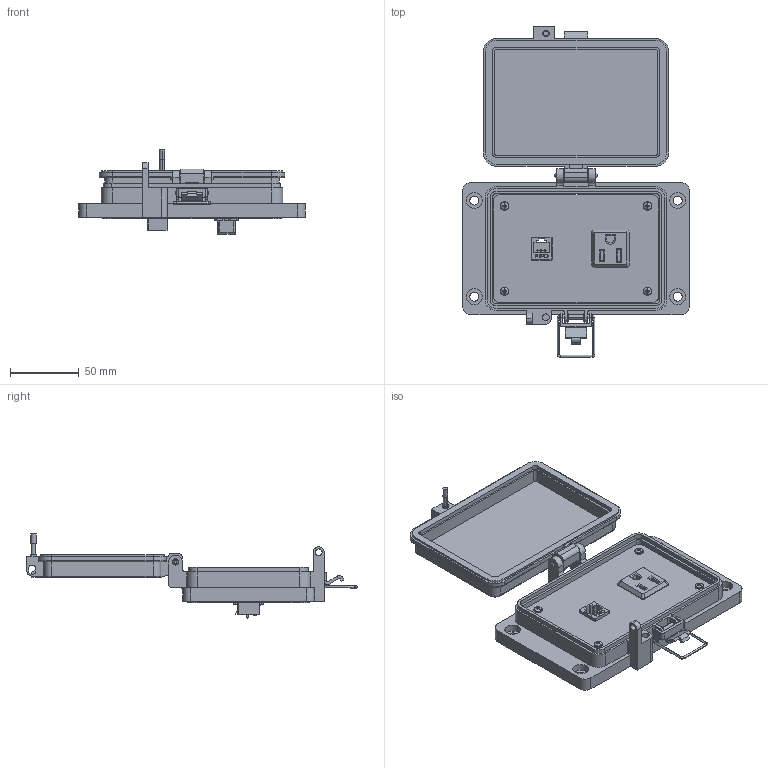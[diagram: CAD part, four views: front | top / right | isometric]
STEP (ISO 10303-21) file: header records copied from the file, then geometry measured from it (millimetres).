
FILE_DESCRIPTION (( 'STEP AP203' ), '1' );
FILE_NAME ('P-R62-M4R0_3D.STEP', '2020-08-27T16:43:23', ( '' ), ( '' ), 'SwSTEP 2.0', 'SolidWorks 2019', '' );
FILE_SCHEMA (( 'CONFIG_CONTROL_DESIGN' ));
Length unit declared in the file: millimetre
Products named in the file (12): P-R62-M4R0_3D; Z-H-M4_B; P-R62-M4R0_FP060_1; R; Z-300-RJ45CAT6; -M4; P-R62-M4R0_TP060_1; Z-000-4243316TFP; R62; 92005A124_METRIC PAN HEAD PHILLIPS MACHINE SCREW_92005A124; P-R62-M4R0_BP180_1; Z-200-OTLT-R0SQ
Assembly tree (16 placements, depth 3):
  P-R62-M4R0_3D
    P-R62-M4R0_BP180_1
    P-R62-M4R0_TP060_1
    Z-000-4243316TFP  x3
    P-R62-M4R0_FP060_1
    R62
      Z-300-RJ45CAT6
    R
      Z-200-OTLT-R0SQ
    -M4
      Z-H-M4_B
    92005A124_METRIC PAN HEAD PHILLIPS MACHINE SCREW_92005A124  x4
Bounding box: 164.96 x 240.59 x 61.18 mm (x, y, z)
Volume: 236017.7 mm3; surface area: 138845.7 mm2
Topology: 22 solids, 22 shells, 1913 faces, 5371 edges, 3551 vertices
Faces by surface type: cylinder 891, plane 714, bspline 209, cone 72, torus 19, sphere 8
Entity records: 48095 total; most frequent: CARTESIAN_POINT 16107, ORIENTED_EDGE 6918, DIRECTION 5624, EDGE_CURVE 3459, VERTEX_POINT 2284, VECTOR 2110, LINE 2110, AXIS2_PLACEMENT_3D 1757
